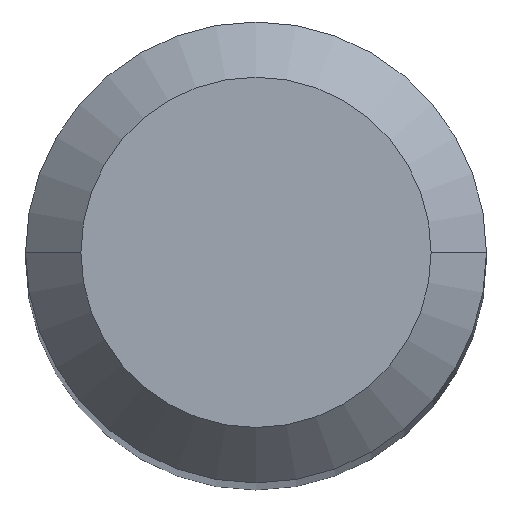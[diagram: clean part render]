
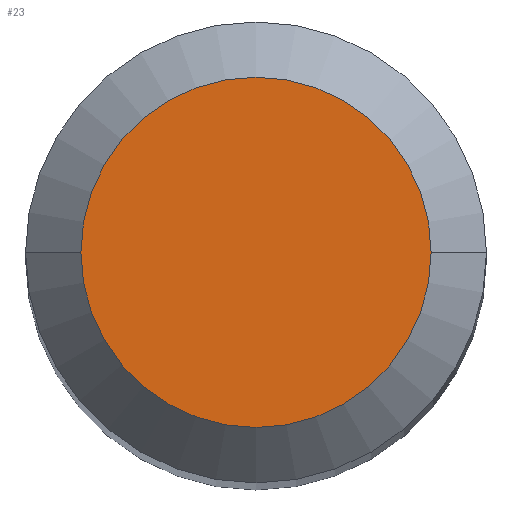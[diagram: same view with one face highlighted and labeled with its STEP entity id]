
A CAD part, top view. The second image highlights one B-rep face of the part: STEP entity #23.
In plain terms, the highlighted planar face has unit normal (0, 0, 1).
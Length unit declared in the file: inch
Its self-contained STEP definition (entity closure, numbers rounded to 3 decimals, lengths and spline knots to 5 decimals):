
#2 = CIRCLE ( 'NONE', #460, 0.0475 ) ;
#23 = ADVANCED_FACE ( 'NONE', ( #251 ), #220, .F. ) ;
#26 = DIRECTION ( 'NONE',  ( 0., 0., -1. ) ) ;
#31 = CARTESIAN_POINT ( 'NONE',  ( 0., 0., 0. ) ) ;
#59 = DIRECTION ( 'NONE',  ( 0., 0., 1. ) ) ;
#113 = VERTEX_POINT ( 'NONE', #218 ) ;
#120 = AXIS2_PLACEMENT_3D ( 'NONE', #31, #426, #212 ) ;
#169 = VERTEX_POINT ( 'NONE', #322 ) ;
#180 = EDGE_CURVE ( 'NONE', #113, #169, #429, .T. ) ;
#192 = EDGE_LOOP ( 'NONE', ( #369, #409 ) ) ;
#212 = DIRECTION ( 'NONE',  ( 1., 0., 0. ) ) ;
#218 = CARTESIAN_POINT ( 'NONE',  ( 0.0475, 0., 0. ) ) ;
#220 = PLANE ( 'NONE',  #374 ) ;
#230 = CARTESIAN_POINT ( 'NONE',  ( 0., 0., 0. ) ) ;
#251 = FACE_OUTER_BOUND ( 'NONE', #192, .T. ) ;
#290 = CARTESIAN_POINT ( 'NONE',  ( 0., 0.0475, 0. ) ) ;
#302 = DIRECTION ( 'NONE',  ( 1., 0., 0. ) ) ;
#322 = CARTESIAN_POINT ( 'NONE',  ( -0.0475, 0., 0. ) ) ;
#337 = DIRECTION ( 'NONE',  ( -1., 0., 0. ) ) ;
#369 = ORIENTED_EDGE ( 'NONE', *, *, #414, .T. ) ;
#374 = AXIS2_PLACEMENT_3D ( 'NONE', #290, #26, #337 ) ;
#409 = ORIENTED_EDGE ( 'NONE', *, *, #180, .T. ) ;
#414 = EDGE_CURVE ( 'NONE', #169, #113, #2, .T. ) ;
#426 = DIRECTION ( 'NONE',  ( 0., 0., 1. ) ) ;
#429 = CIRCLE ( 'NONE', #120, 0.0475 ) ;
#460 = AXIS2_PLACEMENT_3D ( 'NONE', #230, #59, #302 ) ;
